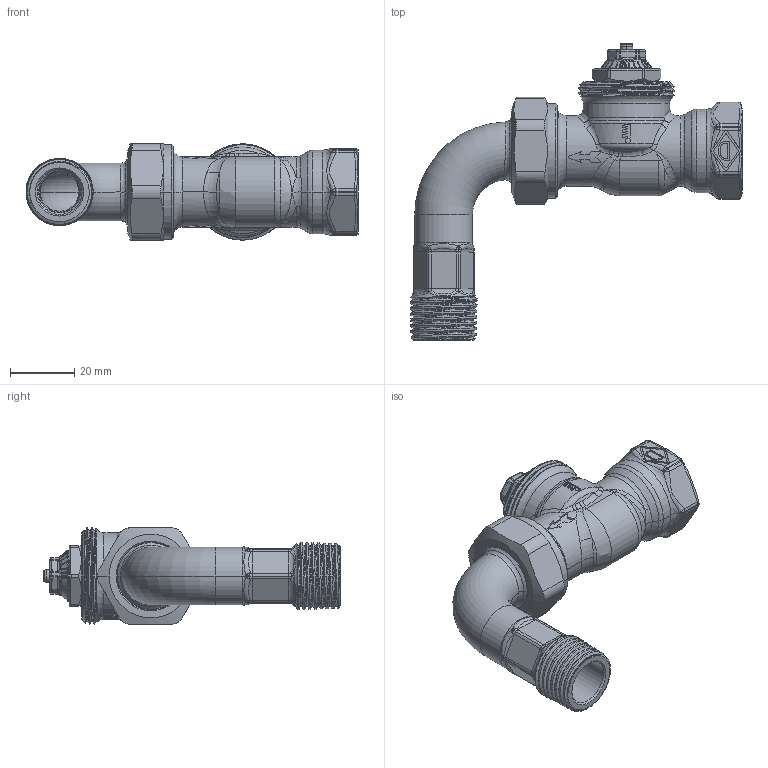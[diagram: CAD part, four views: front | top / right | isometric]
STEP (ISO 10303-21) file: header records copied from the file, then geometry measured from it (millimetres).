
FILE_DESCRIPTION((''),'2;1');
FILE_NAME('3944-02-000-GEW-O-BAU_SW0001','2015-03-09T',('marann'),(''),'PRO/ENGINEER BY PARAMETRIC TECHNOLOGY CORPORATION, 2011490','PRO/ENGINEER BY PARAMETRIC TECHNOLOGY CORPORATION, 2011490','');
FILE_SCHEMA(('CONFIG_CONTROL_DESIGN'));
Length unit declared in the file: millimetre
Products named in the file (1): 3944-02-000-GEW-O-BAU_SW0001
Bounding box: 103.46 x 92.35 x 30 mm (x, y, z)
Volume: 34917.8 mm3; surface area: 27517.4 mm2
Topology: 3 solids, 3 shells, 1385 faces, 3497 edges, 2147 vertices
Faces by surface type: cylinder 387, plane 369, bspline 277, cone 150, torus 124, extrusion 50, sphere 28
Entity records: 66634 total; most frequent: CARTESIAN_POINT 36084, ORIENTED_EDGE 6990, DIRECTION 5571, EDGE_CURVE 3495, AXIS2_PLACEMENT_3D 2215, VERTEX_POINT 2147, EDGE_LOOP 1432, FACE_OUTER_BOUND 1385
